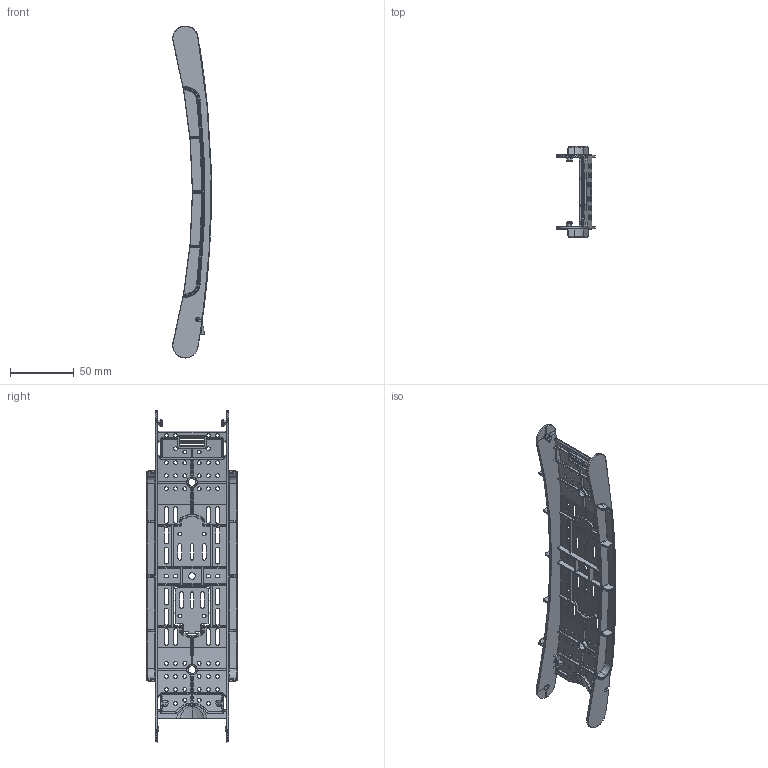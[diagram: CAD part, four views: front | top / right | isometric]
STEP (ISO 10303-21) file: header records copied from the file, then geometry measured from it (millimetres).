
FILE_DESCRIPTION((''),'2;1');
FILE_NAME('11_ASM','2021-11-15T',('marketing.praksa'),('Audax d.o.o.'),'CREO PARAMETRIC BY PTC INC, 2017480','CREO PARAMETRIC BY PTC INC, 2017480','');
FILE_SCHEMA(('AUTOMOTIVE_DESIGN { 1 0 10303 214 1 1 1 1 }'));
Products named in the file (3): PZP_PT3_ETI; PRT9564; 11_ASM
Assembly tree (2 placements, depth 2):
  11_ASM
    PZP_PT3_ETI
    PRT9564
Bounding box: 30.39 x 71.5 x 261.1 mm (x, y, z)
Volume: 25.7 mm3; surface area: 51704.8 mm2
Topology: 3 solids, 4 shells, 2352 faces, 6059 edges, 3557 vertices
Faces by surface type: cylinder 745, bspline 494, plane 466, torus 324, sphere 171, cone 152
Entity records: 135924 total; most frequent: CARTESIAN_POINT 49194, ORIENTED_EDGE 11781, DIRECTION 9480, PRESENTATION_STYLE_ASSIGNMENT 8247, STYLED_ITEM 8247, CURVE_STYLE 5891, EDGE_CURVE 5891, AXIS2_PLACEMENT_3D 3704
